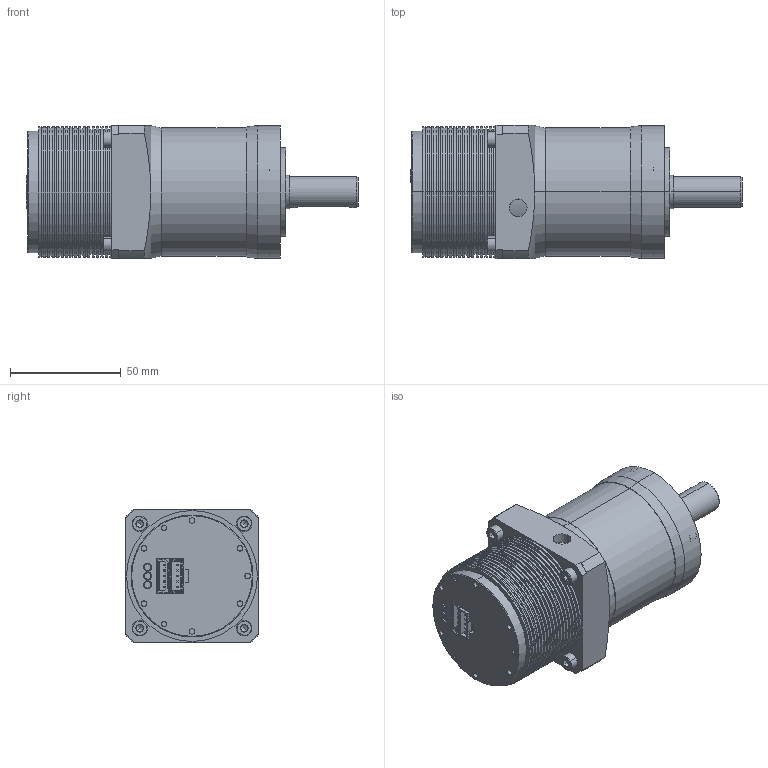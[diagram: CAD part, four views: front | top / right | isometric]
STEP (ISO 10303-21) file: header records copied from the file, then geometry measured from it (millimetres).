
FILE_DESCRIPTION (( 'STEP AP214' ), '1' );
FILE_NAME ('BB59PA60E(2ST).STEP', '2023-07-26T00:53:24', ( '821079794744' ), ( '' ), 'SwSTEP 2.0', 'SolidWorks 2018', '' );
FILE_SCHEMA (( 'AUTOMOTIVE_DESIGN' ));
Length unit declared in the file: millimetre
Products named in the file (1): BB59PA60E(2ST)
Bounding box: 149.8 x 60 x 60 mm (x, y, z)
Volume: 325277.9 mm3; surface area: 50203.6 mm2
Topology: 7 solids, 24 shells, 792 faces, 1839 edges, 1156 vertices
Faces by surface type: plane 371, cylinder 261, cone 124, bspline 28, torus 8
Entity records: 31758 total; most frequent: CARTESIAN_POINT 5246, DIRECTION 3899, ORIENTED_EDGE 3626, EDGE_CURVE 1813, AXIS2_PLACEMENT_3D 1513, VERTEX_POINT 1156, EDGE_LOOP 899, VECTOR 873
